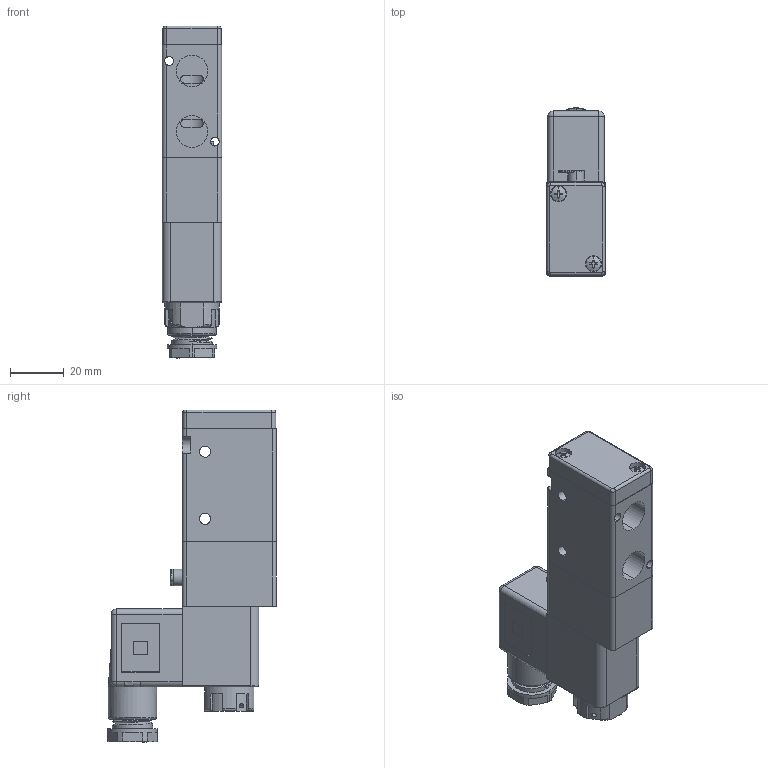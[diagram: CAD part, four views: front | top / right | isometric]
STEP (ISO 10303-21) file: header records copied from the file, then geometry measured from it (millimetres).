
FILE_DESCRIPTION (( 'STEP AP203' ), '1' );
FILE_NAME ('J3V210-08-ATEX.step', '2016-10-26T20:50:25', ( '' ), ( '' ), 'SwSTEP 2.0', 'SolidWorks 2016', '' );
FILE_SCHEMA (( 'CONFIG_CONTROL_DESIGN' ));
Length unit declared in the file: millimetre
Products named in the file (1): J3V210-08-ATEX
Bounding box: 22 x 62.75 x 123.5 mm (x, y, z)
Volume: 82867.8 mm3; surface area: 32703.4 mm2
Topology: 13 solids, 13 shells, 765 faces, 2095 edges, 1364 vertices
Faces by surface type: plane 513, cylinder 177, bspline 34, cone 29, torus 6, sphere 6
Entity records: 49260 total; most frequent: CARTESIAN_POINT 29888, ORIENTED_EDGE 4150, DIRECTION 3827, EDGE_CURVE 2075, VECTOR 1461, LINE 1461, VERTEX_POINT 1360, AXIS2_PLACEMENT_3D 1183
